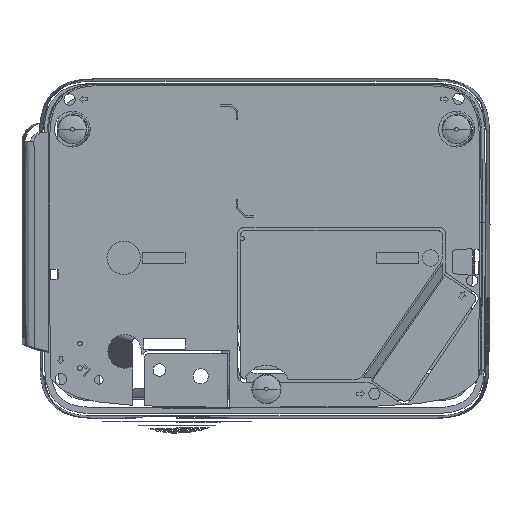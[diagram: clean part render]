
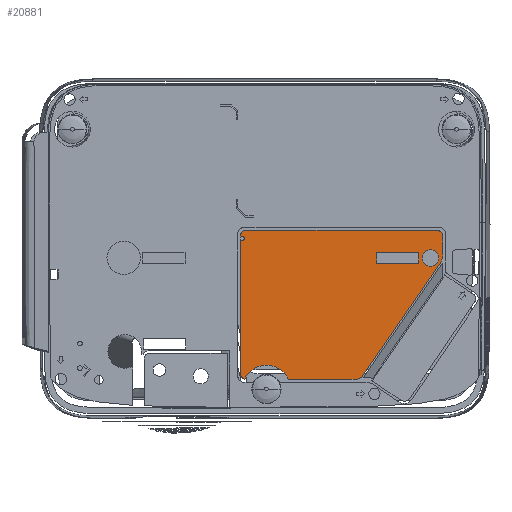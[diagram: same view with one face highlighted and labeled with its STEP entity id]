
A CAD part, front view. The second image highlights one B-rep face of the part: STEP entity #20881.
In plain terms, the highlighted planar face has unit normal (0, -1, 0).
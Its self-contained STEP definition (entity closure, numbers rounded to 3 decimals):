
#19102=CARTESIAN_POINT('',(42.5,-55.9,19.5));
#19103=DIRECTION('',(0.,-1.,0.));
#19104=DIRECTION('',(-0.866,0.,-0.5));
#19105=AXIS2_PLACEMENT_3D('',#19102,#19103,#19104);
#19107=CARTESIAN_POINT('',(42.5,-55.9,19.5));
#19108=DIRECTION('',(0.,-1.,0.));
#19109=DIRECTION('',(1.,0.,0.));
#19110=AXIS2_PLACEMENT_3D('',#19107,#19108,#19109);
#19112=DIRECTION('',(0.,0.,1.));
#19113=VECTOR('',#19112,1.251);
#19114=CARTESIAN_POINT('',(41.374,-55.9,20.151));
#19115=LINE('',#19114,#19113);
#19116=CARTESIAN_POINT('',(41.374,-55.9,21.402));
#19117=CARTESIAN_POINT('',(41.375,-55.9,21.782));
#19118=CARTESIAN_POINT('',(41.491,-55.9,22.499));
#19119=CARTESIAN_POINT('',(41.996,-55.9,23.492));
#19120=CARTESIAN_POINT('',(42.768,-55.9,24.265));
#19121=CARTESIAN_POINT('',(43.763,-55.9,24.771));
#19122=CARTESIAN_POINT('',(44.481,-55.9,24.888));
#19123=CARTESIAN_POINT('',(44.861,-55.9,24.889));
#19125=DIRECTION('',(1.,0.,0.));
#19126=VECTOR('',#19125,124.605);
#19127=CARTESIAN_POINT('',(44.861,-55.9,24.889));
#19128=LINE('',#19127,#19126);
#19129=CARTESIAN_POINT('',(169.466,-55.9,24.889));
#19130=CARTESIAN_POINT('',(169.846,-55.9,24.888));
#19131=CARTESIAN_POINT('',(170.563,-55.9,24.772));
#19132=CARTESIAN_POINT('',(171.556,-55.9,24.267));
#19133=CARTESIAN_POINT('',(172.329,-55.9,23.495));
#19134=CARTESIAN_POINT('',(172.835,-55.9,22.5));
#19135=CARTESIAN_POINT('',(172.952,-55.9,21.782));
#19136=CARTESIAN_POINT('',(172.952,-55.9,21.402));
#19138=DIRECTION('',(0.,0.,-1.));
#19139=VECTOR('',#19138,12.301);
#19140=CARTESIAN_POINT('',(172.952,-55.9,21.402));
#19141=LINE('',#19140,#19139);
#19142=CARTESIAN_POINT('',(172.952,-55.9,9.101));
#19143=CARTESIAN_POINT('',(172.952,-55.9,8.712));
#19144=CARTESIAN_POINT('',(172.917,-55.9,7.975));
#19145=CARTESIAN_POINT('',(172.782,-55.9,6.985));
#19146=CARTESIAN_POINT('',(172.581,-55.9,6.112));
#19147=CARTESIAN_POINT('',(172.329,-55.9,5.349));
#19148=CARTESIAN_POINT('',(172.033,-55.9,4.691));
#19149=CARTESIAN_POINT('',(171.811,-55.9,4.319));
#19150=CARTESIAN_POINT('',(171.693,-55.9,4.148));
#19152=DIRECTION('',(-0.568,0.,-0.823));
#19153=VECTOR('',#19152,90.261);
#19154=CARTESIAN_POINT('',(171.693,-55.9,4.148));
#19155=LINE('',#19154,#19153);
#19156=CARTESIAN_POINT('',(120.465,-55.9,-70.166));
#19157=CARTESIAN_POINT('',(120.375,-55.9,-70.297));
#19158=CARTESIAN_POINT('',(120.165,-55.9,-70.557));
#19159=CARTESIAN_POINT('',(119.75,-55.9,-70.931));
#19160=CARTESIAN_POINT('',(119.223,-55.9,-71.281));
#19161=CARTESIAN_POINT('',(118.575,-55.9,-71.593));
#19162=CARTESIAN_POINT('',(117.804,-55.9,-71.846));
#19163=CARTESIAN_POINT('',(116.918,-55.9,-72.016));
#19164=CARTESIAN_POINT('',(116.266,-55.9,-72.059));
#19165=CARTESIAN_POINT('',(115.923,-55.9,-72.059));
#19167=DIRECTION('',(-1.,0.,0.));
#19168=VECTOR('',#19167,43.417);
#19169=CARTESIAN_POINT('',(115.923,-55.9,-72.059));
#19170=LINE('',#19169,#19168);
#19171=CARTESIAN_POINT('',(58.3,-55.9,-78.34));
#19172=DIRECTION('',(0.,-1.,0.));
#19173=DIRECTION('',(0.915,0.,0.404));
#19174=AXIS2_PLACEMENT_3D('',#19171,#19172,#19173);
#19176=CARTESIAN_POINT('',(44.128,-55.9,-71.981));
#19177=CARTESIAN_POINT('',(43.725,-55.9,-71.895));
#19178=CARTESIAN_POINT('',(43.,-55.9,-71.599));
#19179=CARTESIAN_POINT('',(42.096,-55.9,-70.811));
#19180=CARTESIAN_POINT('',(41.513,-55.9,-69.758));
#19181=CARTESIAN_POINT('',(41.375,-55.9,-68.985));
#19182=CARTESIAN_POINT('',(41.374,-55.9,-68.572));
#19184=DIRECTION('',(0.,0.,1.));
#19185=VECTOR('',#19184,87.421);
#19186=CARTESIAN_POINT('',(41.374,-55.9,-68.572));
#19187=LINE('',#19186,#19185);
#19188=CARTESIAN_POINT('',(165.,-55.9,7.));
#19189=DIRECTION('',(0.,-1.,0.));
#19190=DIRECTION('',(-1.,0.,0.));
#19191=AXIS2_PLACEMENT_3D('',#19188,#19189,#19190);
#19193=CARTESIAN_POINT('',(165.,-55.9,7.));
#19194=DIRECTION('',(0.,-1.,0.));
#19195=DIRECTION('',(1.,0.,0.));
#19196=AXIS2_PLACEMENT_3D('',#19193,#19194,#19195);
#19198=DIRECTION('',(0.,0.,1.));
#19199=VECTOR('',#19198,7.017);
#19200=CARTESIAN_POINT('',(157.55,-55.9,3.476));
#19201=LINE('',#19200,#19199);
#19202=DIRECTION('',(-1.,0.,0.));
#19203=VECTOR('',#19202,27.512);
#19204=CARTESIAN_POINT('',(157.55,-55.9,10.493));
#19205=LINE('',#19204,#19203);
#19206=DIRECTION('',(0.,0.,-1.));
#19207=VECTOR('',#19206,7.017);
#19208=CARTESIAN_POINT('',(130.038,-55.9,10.493));
#19209=LINE('',#19208,#19207);
#19210=DIRECTION('',(1.,0.,0.));
#19211=VECTOR('',#19210,27.512);
#19212=CARTESIAN_POINT('',(130.038,-55.9,3.476));
#19213=LINE('',#19212,#19211);
#20221=CARTESIAN_POINT('',(169.466,-55.9,24.889));
#20222=CARTESIAN_POINT('',(44.861,-55.9,24.889));
#20223=VERTEX_POINT('',#20221);
#20224=VERTEX_POINT('',#20222);
#20225=VERTEX_POINT('',#19136);
#20226=CARTESIAN_POINT('',(172.952,-55.9,9.101));
#20227=VERTEX_POINT('',#20226);
#20228=VERTEX_POINT('',#19150);
#20264=CARTESIAN_POINT('',(120.465,-55.9,-70.166));
#20265=VERTEX_POINT('',#20264);
#20266=VERTEX_POINT('',#19165);
#20267=CARTESIAN_POINT('',(72.506,-55.9,-72.059));
#20268=VERTEX_POINT('',#20267);
#20269=CARTESIAN_POINT('',(41.374,-55.9,18.849));
#20270=CARTESIAN_POINT('',(41.374,-55.9,-68.572));
#20271=VERTEX_POINT('',#20269);
#20272=VERTEX_POINT('',#20270);
#20273=CARTESIAN_POINT('',(41.374,-55.9,21.402));
#20274=CARTESIAN_POINT('',(41.374,-55.9,20.151));
#20275=VERTEX_POINT('',#20273);
#20276=VERTEX_POINT('',#20274);
#20277=CARTESIAN_POINT('',(43.8,-55.9,19.5));
#20278=VERTEX_POINT('',#20277);
#20279=CARTESIAN_POINT('',(44.128,-55.9,-71.981));
#20280=VERTEX_POINT('',#20279);
#20281=CARTESIAN_POINT('',(159.6,-55.9,7.));
#20282=CARTESIAN_POINT('',(170.4,-55.9,7.));
#20283=VERTEX_POINT('',#20281);
#20284=VERTEX_POINT('',#20282);
#20285=CARTESIAN_POINT('',(157.55,-55.9,10.493));
#20286=CARTESIAN_POINT('',(157.55,-55.9,3.476));
#20287=VERTEX_POINT('',#20285);
#20288=VERTEX_POINT('',#20286);
#20289=CARTESIAN_POINT('',(130.038,-55.9,10.493));
#20290=VERTEX_POINT('',#20289);
#20291=CARTESIAN_POINT('',(130.038,-55.9,3.476));
#20292=VERTEX_POINT('',#20291);
#20830=CARTESIAN_POINT('',(-32.529,-55.9,125.5));
#20831=DIRECTION('',(0.,1.,0.));
#20832=DIRECTION('',(1.,0.,0.));
#20833=AXIS2_PLACEMENT_3D('',#20830,#20831,#20832);
#20834=PLANE('',#20833);
#20836=ORIENTED_EDGE('',*,*,#20835,.T.);
#20838=ORIENTED_EDGE('',*,*,#20837,.T.);
#20840=ORIENTED_EDGE('',*,*,#20839,.T.);
#20842=ORIENTED_EDGE('',*,*,#20841,.T.);
#20844=ORIENTED_EDGE('',*,*,#20843,.T.);
#20846=ORIENTED_EDGE('',*,*,#20845,.T.);
#20848=ORIENTED_EDGE('',*,*,#20847,.T.);
#20850=ORIENTED_EDGE('',*,*,#20849,.T.);
#20852=ORIENTED_EDGE('',*,*,#20851,.T.);
#20854=ORIENTED_EDGE('',*,*,#20853,.T.);
#20856=ORIENTED_EDGE('',*,*,#20855,.T.);
#20858=ORIENTED_EDGE('',*,*,#20857,.T.);
#20860=ORIENTED_EDGE('',*,*,#20859,.T.);
#20862=ORIENTED_EDGE('',*,*,#20861,.T.);
#20863=EDGE_LOOP('',(#20836,#20838,#20840,#20842,#20844,#20846,#20848,#20850,
#20852,#20854,#20856,#20858,#20860,#20862));
#20864=FACE_OUTER_BOUND('',#20863,.F.);
#20866=ORIENTED_EDGE('',*,*,#20865,.T.);
#20868=ORIENTED_EDGE('',*,*,#20867,.T.);
#20869=EDGE_LOOP('',(#20866,#20868));
#20870=FACE_BOUND('',#20869,.F.);
#20872=ORIENTED_EDGE('',*,*,#20871,.T.);
#20874=ORIENTED_EDGE('',*,*,#20873,.T.);
#20876=ORIENTED_EDGE('',*,*,#20875,.T.);
#20878=ORIENTED_EDGE('',*,*,#20877,.T.);
#20879=EDGE_LOOP('',(#20872,#20874,#20876,#20878));
#20880=FACE_BOUND('',#20879,.F.);
#19106=CIRCLE('',#19105,1.3);
#19111=CIRCLE('',#19110,1.3);
#19124=B_SPLINE_CURVE_WITH_KNOTS('',3,(#19116,#19117,#19118,#19119,#19120,
#19121,#19122,#19123),.UNSPECIFIED.,.F.,.F.,(4,1,1,1,1,4),(0.,0.2,0.4,
0.6,0.8,1.),.UNSPECIFIED.);
#19137=B_SPLINE_CURVE_WITH_KNOTS('',3,(#19129,#19130,#19131,#19132,#19133,
#19134,#19135,#19136),.UNSPECIFIED.,.F.,.F.,(4,1,1,1,1,4),(0.,0.2,0.4,
0.6,0.8,1.),.UNSPECIFIED.);
#19151=B_SPLINE_CURVE_WITH_KNOTS('',3,(#19142,#19143,#19144,#19145,#19146,
#19147,#19148,#19149,#19150),.UNSPECIFIED.,.F.,.F.,(4,1,1,1,1,1,4),(0.,
0.167,0.333,0.5,0.667,0.833,
1.),.UNSPECIFIED.);
#19166=B_SPLINE_CURVE_WITH_KNOTS('',3,(#19156,#19157,#19158,#19159,#19160,
#19161,#19162,#19163,#19164,#19165),.UNSPECIFIED.,.F.,.F.,(4,1,1,1,1,1,1,4),(
0.,0.143,0.286,0.429,0.571,
0.714,0.857,1.),.UNSPECIFIED.);
#19175=CIRCLE('',#19174,15.533);
#19183=B_SPLINE_CURVE_WITH_KNOTS('',3,(#19176,#19177,#19178,#19179,#19180,
#19181,#19182),.UNSPECIFIED.,.F.,.F.,(4,1,1,1,4),(0.,0.25,0.5,0.75,
1.),.UNSPECIFIED.);
#19192=CIRCLE('',#19191,5.4);
#19197=CIRCLE('',#19196,5.4);
#20835=EDGE_CURVE('',#20271,#20278,#19106,.T.);
#20837=EDGE_CURVE('',#20278,#20276,#19111,.T.);
#20839=EDGE_CURVE('',#20276,#20275,#19115,.T.);
#20841=EDGE_CURVE('',#20275,#20224,#19124,.T.);
#20843=EDGE_CURVE('',#20224,#20223,#19128,.T.);
#20845=EDGE_CURVE('',#20223,#20225,#19137,.T.);
#20847=EDGE_CURVE('',#20225,#20227,#19141,.T.);
#20849=EDGE_CURVE('',#20227,#20228,#19151,.T.);
#20851=EDGE_CURVE('',#20228,#20265,#19155,.T.);
#20853=EDGE_CURVE('',#20265,#20266,#19166,.T.);
#20855=EDGE_CURVE('',#20266,#20268,#19170,.T.);
#20857=EDGE_CURVE('',#20268,#20280,#19175,.T.);
#20859=EDGE_CURVE('',#20280,#20272,#19183,.T.);
#20861=EDGE_CURVE('',#20272,#20271,#19187,.T.);
#20865=EDGE_CURVE('',#20283,#20284,#19192,.T.);
#20867=EDGE_CURVE('',#20284,#20283,#19197,.T.);
#20871=EDGE_CURVE('',#20288,#20287,#19201,.T.);
#20873=EDGE_CURVE('',#20287,#20290,#19205,.T.);
#20875=EDGE_CURVE('',#20290,#20292,#19209,.T.);
#20877=EDGE_CURVE('',#20292,#20288,#19213,.T.);
#20881=ADVANCED_FACE('',(#20864,#20870,#20880),#20834,.F.);
